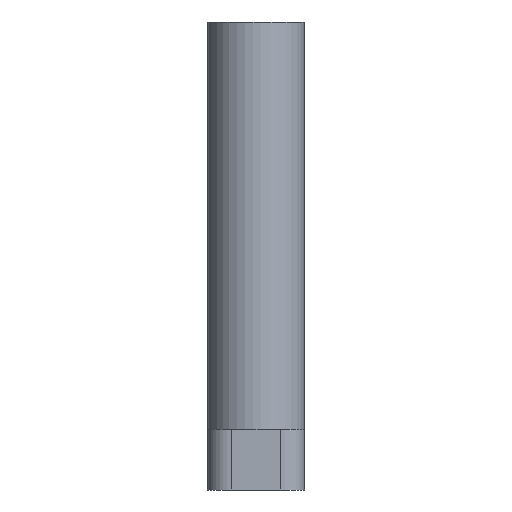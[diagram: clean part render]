
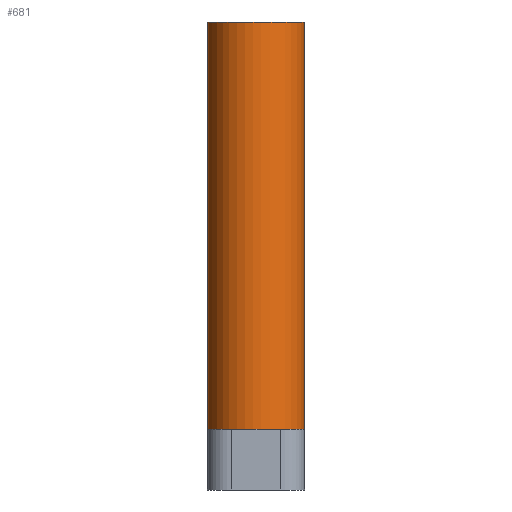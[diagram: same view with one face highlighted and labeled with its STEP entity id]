
A CAD part, front view. The second image highlights one B-rep face of the part: STEP entity #681.
In plain terms, the highlighted cylindrical face has radius 4 mm (diameter 8 mm), a full revolution.
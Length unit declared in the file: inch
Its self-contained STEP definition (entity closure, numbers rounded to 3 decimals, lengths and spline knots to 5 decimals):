
#631=CARTESIAN_POINT('',(0.,0.,1.3189));
#632=DIRECTION('',(0.,0.,-1.));
#633=DIRECTION('',(-1.,0.,0.));
#634=AXIS2_PLACEMENT_3D('',#631,#632,#633);
#635=CYLINDRICAL_SURFACE('',#634,0.15748);
#636=CARTESIAN_POINT('',(-0.15748,0.,0.));
#637=VERTEX_POINT('',#636);
#638=CARTESIAN_POINT('',(-0.15748,0.,1.3189));
#639=VERTEX_POINT('',#638);
#640=CARTESIAN_POINT('',(-0.15748,0.,0.));
#641=DIRECTION('',(-0.,-0.,1.));
#642=VECTOR('',#641,1.3189);
#643=LINE('',#640,#642);
#644=EDGE_CURVE('',#637,#639,#643,.T.);
#645=ORIENTED_EDGE('',*,*,#644,.T.);
#646=CARTESIAN_POINT('',(0.15748,-0.,1.3189));
#647=VERTEX_POINT('',#646);
#648=CARTESIAN_POINT('',(0.,0.,1.3189));
#649=DIRECTION('',(0.,0.,1.));
#650=DIRECTION('',(1.,0.,-0.));
#651=AXIS2_PLACEMENT_3D('',#648,#649,#650);
#652=CIRCLE('',#651,0.15748);
#653=EDGE_CURVE('',#647,#639,#652,.T.);
#654=ORIENTED_EDGE('',*,*,#653,.F.);
#655=CARTESIAN_POINT('',(0.,0.,1.3189));
#656=DIRECTION('',(0.,0.,1.));
#657=DIRECTION('',(1.,0.,-0.));
#658=AXIS2_PLACEMENT_3D('',#655,#656,#657);
#659=CIRCLE('',#658,0.15748);
#660=EDGE_CURVE('',#639,#647,#659,.T.);
#661=ORIENTED_EDGE('',*,*,#660,.F.);
#662=ORIENTED_EDGE('',*,*,#644,.F.);
#663=CARTESIAN_POINT('',(0.15748,-0.,0.));
#664=VERTEX_POINT('',#663);
#665=CARTESIAN_POINT('',(0.,0.,0.));
#666=DIRECTION('',(0.,0.,1.));
#667=DIRECTION('',(1.,0.,0.));
#668=AXIS2_PLACEMENT_3D('',#665,#666,#667);
#669=CIRCLE('',#668,0.15748);
#670=EDGE_CURVE('',#637,#664,#669,.T.);
#671=ORIENTED_EDGE('',*,*,#670,.T.);
#672=CARTESIAN_POINT('',(0.,0.,0.));
#673=DIRECTION('',(0.,0.,1.));
#674=DIRECTION('',(1.,0.,0.));
#675=AXIS2_PLACEMENT_3D('',#672,#673,#674);
#676=CIRCLE('',#675,0.15748);
#677=EDGE_CURVE('',#664,#637,#676,.T.);
#678=ORIENTED_EDGE('',*,*,#677,.T.);
#679=EDGE_LOOP('',(#645,#654,#661,#662,#671,#678));
#680=FACE_BOUND('',#679,.T.);
#681=ADVANCED_FACE('',(#680),#635,.T.);
